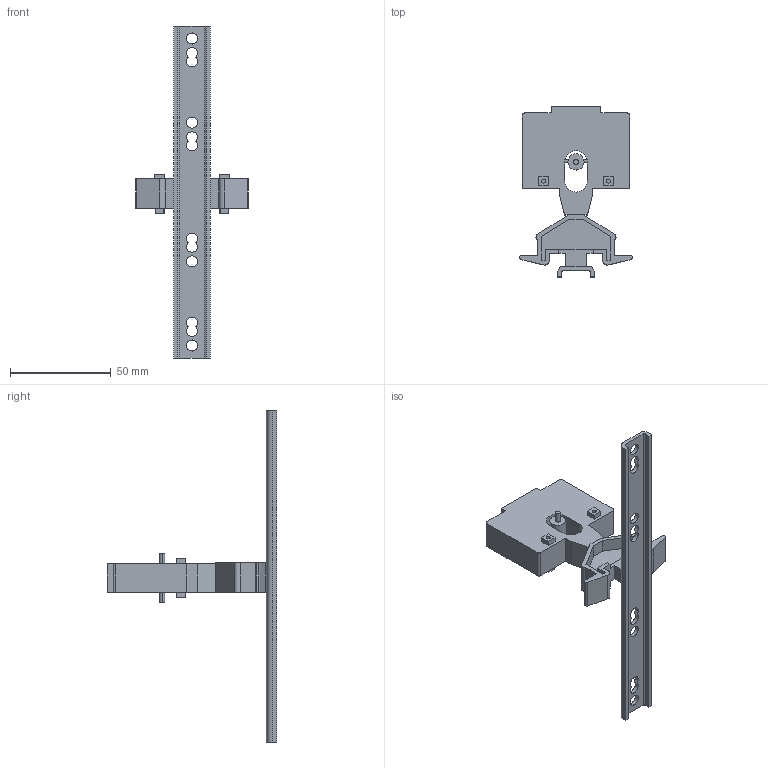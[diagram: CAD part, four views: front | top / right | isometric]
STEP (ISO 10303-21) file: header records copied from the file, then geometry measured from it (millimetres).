
FILE_DESCRIPTION((''),'2;1');
FILE_NAME('LAEM4','2017-12-15T',('SESA468396'),('Schneider-Electric'),'PRO/ENGINEER BY PARAMETRIC TECHNOLOGY CORPORATION, 2015440','PRO/ENGINEER BY PARAMETRIC TECHNOLOGY CORPORATION, 2015440','');
FILE_SCHEMA(('CONFIG_CONTROL_DESIGN'));
Length unit declared in the file: millimetre
Products named in the file (1): LAEM4
Bounding box: 56 x 84.4 x 165 mm (x, y, z)
Volume: 41951.2 mm3; surface area: 21384.1 mm2
Topology: 1 solids, 1 shells, 163 faces, 454 edges, 302 vertices
Faces by surface type: plane 111, cylinder 52
Entity records: 5306 total; most frequent: CARTESIAN_POINT 919, ORIENTED_EDGE 908, DIRECTION 896, EDGE_CURVE 454, VECTOR 338, LINE 338, VERTEX_POINT 302, AXIS2_PLACEMENT_3D 279
